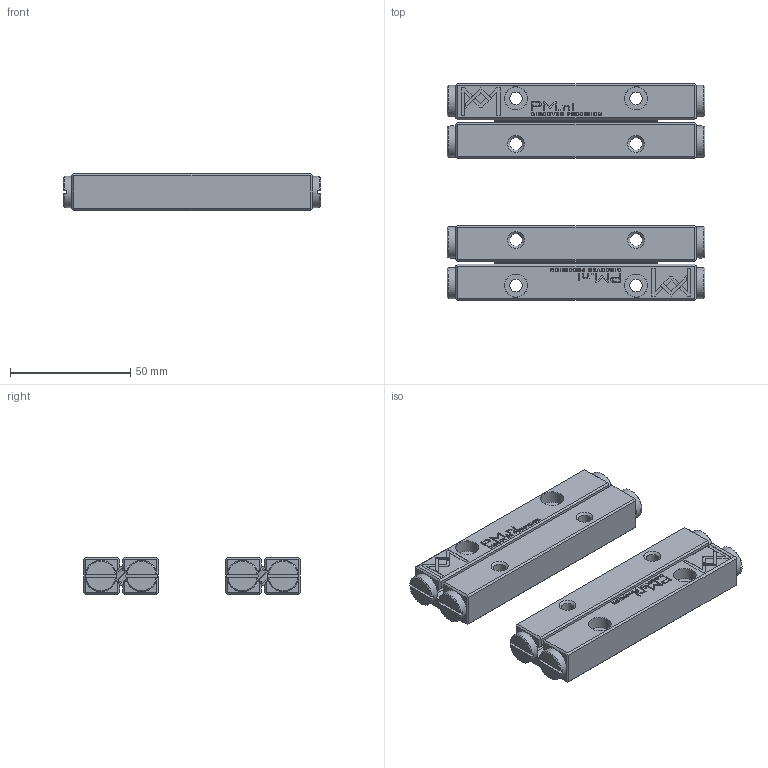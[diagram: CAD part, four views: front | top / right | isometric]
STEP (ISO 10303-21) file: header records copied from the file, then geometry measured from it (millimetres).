
FILE_DESCRIPTION(/* description */ (''),/* implementation_level */ '2;1');
FILE_NAME(/* name */ 'Set RSDE-6100x10KRE_stp_stp.stp',/* time_stamp */ '2025-06-03T09:53:07+02:00',/* author */ (''),/* organization */ (''),/* preprocessor_version */ 'ST-DEVELOPER v16.7',/* originating_system */ 'SIEMENS PLM Software NX 12.0',/* authorisation */ '');
FILE_SCHEMA (('AUTOMOTIVE_DESIGN { 1 0 10303 214 3 1 1 1 }'));
Products named in the file (1): Set RSDE-6100x10KRE_stp_stp
Bounding box: 107.4 x 90 x 15 mm (x, y, z)
Volume: 84997.3 mm3; surface area: 42583.2 mm2
Topology: 36 solids, 36 shells, 2044 faces, 5400 edges, 3560 vertices
Faces by surface type: plane 1212, bspline 360, cylinder 324, cone 148
Full cylindrical faces by diameter (mm): 0.8 x88, 4 x20, 4.3 x8, 5 x8, 5.2 x16, 6 x20, 9.5 x8, 13 x8
Entity records: 70963 total; most frequent: CARTESIAN_POINT 15537, ORIENTED_EDGE 9952, DIRECTION 8478, EDGE_CURVE 4976, VERTEX_POINT 3452, LINE 3340, VECTOR 3340, EDGE_LOOP 2668
